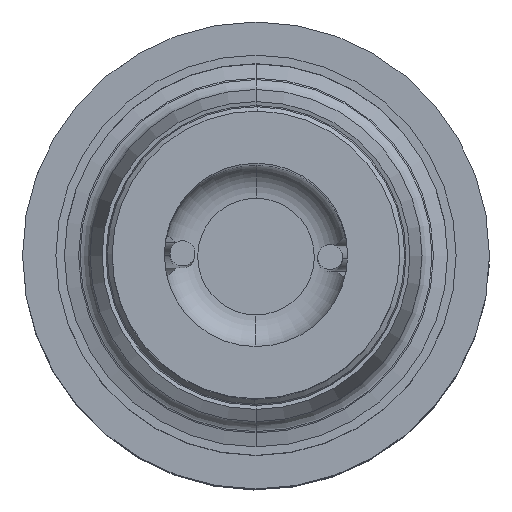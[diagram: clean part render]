
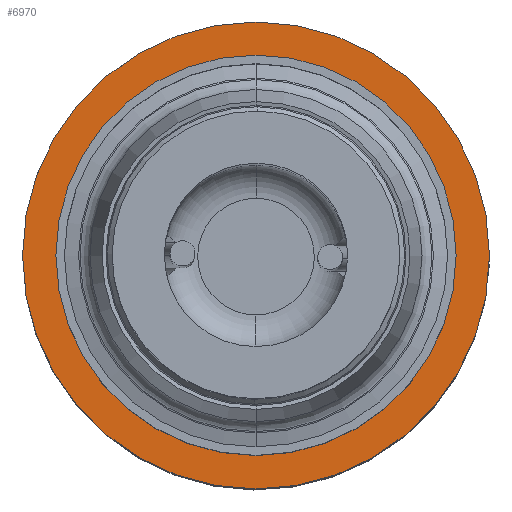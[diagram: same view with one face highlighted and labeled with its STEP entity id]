
A CAD part, top view. The second image highlights one B-rep face of the part: STEP entity #6970.
In plain terms, the highlighted planar face has unit normal (0, 0, 1).
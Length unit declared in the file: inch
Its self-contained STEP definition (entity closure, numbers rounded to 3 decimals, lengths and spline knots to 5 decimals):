
#183 = CARTESIAN_POINT ( 'NONE',  ( 0., 0.75, 2.3096 ) ) ;
#462 = CARTESIAN_POINT ( 'NONE',  ( 0., 0.875, 2.3096 ) ) ;
#465 = PLANE ( 'NONE',  #6556 ) ;
#467 = DIRECTION ( 'NONE',  ( 0., 0., 1. ) ) ;
#468 = DIRECTION ( 'NONE',  ( 0., -1., 0. ) ) ;
#654 = ORIENTED_EDGE ( 'NONE', *, *, #1391, .F. ) ;
#670 = ORIENTED_EDGE ( 'NONE', *, *, #1389, .T. ) ;
#677 = ORIENTED_EDGE ( 'NONE', *, *, #1368, .T. ) ;
#1367 = EDGE_CURVE ( 'NONE', #2125, #2158, #5951, .T. ) ;
#1368 = EDGE_CURVE ( 'NONE', #2281, #2312, #5953, .T. ) ;
#1389 = EDGE_CURVE ( 'NONE', #2312, #2281, #5979, .T. ) ;
#1391 = EDGE_CURVE ( 'NONE', #2158, #2125, #5986, .T. ) ;
#2021 = EDGE_LOOP ( 'NONE', ( #654, #6902 ) ) ;
#2029 = EDGE_LOOP ( 'NONE', ( #670, #677 ) ) ;
#2125 = VERTEX_POINT ( 'NONE', #6312 ) ;
#2158 = VERTEX_POINT ( 'NONE', #6345 ) ;
#2281 = VERTEX_POINT ( 'NONE', #6468 ) ;
#2312 = VERTEX_POINT ( 'NONE', #183 ) ;
#3065 = AXIS2_PLACEMENT_3D ( 'NONE', #5867, #5868, #5869 ) ;
#3066 = AXIS2_PLACEMENT_3D ( 'NONE', #5870, #5871, #5872 ) ;
#3078 = AXIS2_PLACEMENT_3D ( 'NONE', #6200, #6201, #6202 ) ;
#3080 = AXIS2_PLACEMENT_3D ( 'NONE', #6208, #6209, #6210 ) ;
#5867 = CARTESIAN_POINT ( 'NONE',  ( 0., 0., 2.3096 ) ) ;
#5868 = DIRECTION ( 'NONE',  ( 0., 0., -1. ) ) ;
#5869 = DIRECTION ( 'NONE',  ( 0., 1., 0. ) ) ;
#5870 = CARTESIAN_POINT ( 'NONE',  ( 0., 0., 2.3096 ) ) ;
#5871 = DIRECTION ( 'NONE',  ( 0., 0., -1. ) ) ;
#5872 = DIRECTION ( 'NONE',  ( 0., 1., 0. ) ) ;
#5951 = CIRCLE ( 'NONE', #3065, 0.875 ) ;
#5953 = CIRCLE ( 'NONE', #3066, 0.75 ) ;
#5979 = CIRCLE ( 'NONE', #3078, 0.75 ) ;
#5986 = CIRCLE ( 'NONE', #3080, 0.875 ) ;
#6142 = FACE_BOUND ( 'NONE', #2029, .T. ) ;
#6144 = FACE_OUTER_BOUND ( 'NONE', #2021, .T. ) ;
#6200 = CARTESIAN_POINT ( 'NONE',  ( 0., 0., 2.3096 ) ) ;
#6201 = DIRECTION ( 'NONE',  ( 0., 0., -1. ) ) ;
#6202 = DIRECTION ( 'NONE',  ( 0., 1., 0. ) ) ;
#6208 = CARTESIAN_POINT ( 'NONE',  ( 0., 0., 2.3096 ) ) ;
#6209 = DIRECTION ( 'NONE',  ( 0., 0., -1. ) ) ;
#6210 = DIRECTION ( 'NONE',  ( 0., 1., 0. ) ) ;
#6312 = CARTESIAN_POINT ( 'NONE',  ( 0., -0.875, 2.3096 ) ) ;
#6345 = CARTESIAN_POINT ( 'NONE',  ( 0., 0.875, 2.3096 ) ) ;
#6468 = CARTESIAN_POINT ( 'NONE',  ( 0., -0.75, 2.3096 ) ) ;
#6556 = AXIS2_PLACEMENT_3D ( 'NONE', #462, #467, #468 ) ;
#6902 = ORIENTED_EDGE ( 'NONE', *, *, #1367, .F. ) ;
#6970 = ADVANCED_FACE ( 'NONE', ( #6142, #6144 ), #465, .T. ) ;
